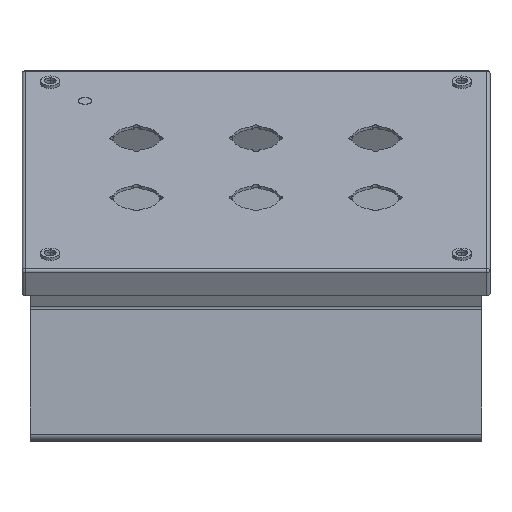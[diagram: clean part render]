
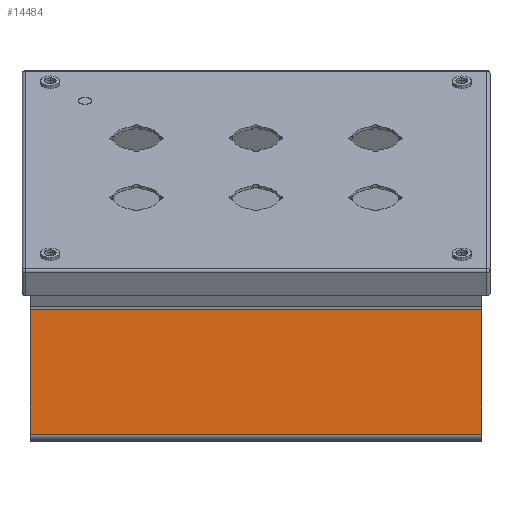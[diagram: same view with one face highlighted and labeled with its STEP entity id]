
A CAD part, top view. The second image highlights one B-rep face of the part: STEP entity #14484.
In plain terms, the highlighted planar face has unit normal (0, 0, 1).
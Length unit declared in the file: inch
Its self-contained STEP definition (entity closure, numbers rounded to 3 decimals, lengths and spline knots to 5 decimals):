
#367 = EDGE_CURVE ( 'NONE', #11559, #10298, #1749, .T. ) ;
#574 = LINE ( 'NONE', #5484, #1873 ) ;
#807 = CARTESIAN_POINT ( 'NONE',  ( -4.25, -0.03218, 3.39 ) ) ;
#1034 = ORIENTED_EDGE ( 'NONE', *, *, #2231, .F. ) ;
#1749 = LINE ( 'NONE', #7110, #18154 ) ;
#1821 = ORIENTED_EDGE ( 'NONE', *, *, #367, .F. ) ;
#1873 = VECTOR ( 'NONE', #12415, 39.37008 ) ;
#2031 = VERTEX_POINT ( 'NONE', #807 ) ;
#2195 = AXIS2_PLACEMENT_3D ( 'NONE', #17320, #22465, #3518 ) ;
#2231 = EDGE_CURVE ( 'NONE', #21401, #11559, #11395, .T. ) ;
#3400 = CARTESIAN_POINT ( 'NONE',  ( -4.25, -2.38022, 3.39 ) ) ;
#3518 = DIRECTION ( 'NONE',  ( 0., 1., 0. ) ) ;
#3747 = PLANE ( 'NONE',  #2195 ) ;
#5484 = CARTESIAN_POINT ( 'NONE',  ( -4.25, 0.6176, 3.39 ) ) ;
#6250 = CARTESIAN_POINT ( 'NONE',  ( 4.25, -0.03218, 3.39 ) ) ;
#7110 = CARTESIAN_POINT ( 'NONE',  ( 4.25, -2.38022, 3.39 ) ) ;
#7851 = ORIENTED_EDGE ( 'NONE', *, *, #15795, .T. ) ;
#7956 = LINE ( 'NONE', #6250, #18367 ) ;
#7981 = ORIENTED_EDGE ( 'NONE', *, *, #9482, .F. ) ;
#8338 = DIRECTION ( 'NONE',  ( 0., -1., 0. ) ) ;
#9198 = CARTESIAN_POINT ( 'NONE',  ( 4.25, -2.38022, 3.39 ) ) ;
#9482 = EDGE_CURVE ( 'NONE', #2031, #21401, #7956, .T. ) ;
#10298 = VERTEX_POINT ( 'NONE', #3400 ) ;
#11395 = LINE ( 'NONE', #18722, #14788 ) ;
#11559 = VERTEX_POINT ( 'NONE', #9198 ) ;
#12415 = DIRECTION ( 'NONE',  ( 0., -1., 0. ) ) ;
#12424 = EDGE_LOOP ( 'NONE', ( #1821, #1034, #7981, #7851 ) ) ;
#13188 = DIRECTION ( 'NONE',  ( 1., 0., 0. ) ) ;
#13259 = CARTESIAN_POINT ( 'NONE',  ( 4.25, -0.03218, 3.39 ) ) ;
#14484 = ADVANCED_FACE ( 'NONE', ( #15707 ), #3747, .F. ) ;
#14788 = VECTOR ( 'NONE', #8338, 39.37008 ) ;
#15542 = DIRECTION ( 'NONE',  ( -1., 0., 0. ) ) ;
#15707 = FACE_OUTER_BOUND ( 'NONE', #12424, .T. ) ;
#15795 = EDGE_CURVE ( 'NONE', #2031, #10298, #574, .T. ) ;
#17320 = CARTESIAN_POINT ( 'NONE',  ( 4.25, -2.38022, 3.39 ) ) ;
#18154 = VECTOR ( 'NONE', #15542, 39.37008 ) ;
#18367 = VECTOR ( 'NONE', #13188, 39.37008 ) ;
#18722 = CARTESIAN_POINT ( 'NONE',  ( 4.25, 0.6176, 3.39 ) ) ;
#21401 = VERTEX_POINT ( 'NONE', #13259 ) ;
#22465 = DIRECTION ( 'NONE',  ( 0., 0., -1. ) ) ;
